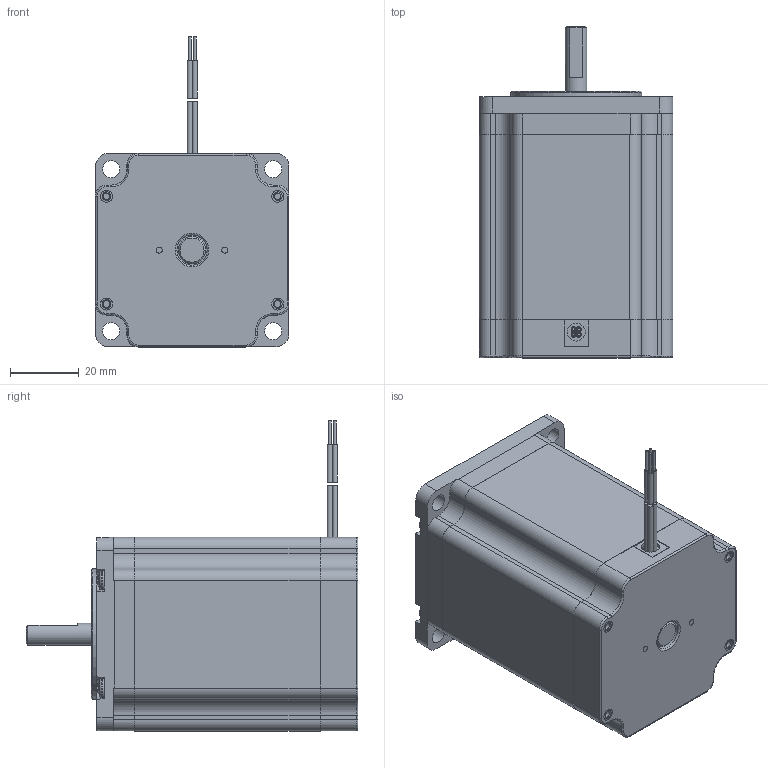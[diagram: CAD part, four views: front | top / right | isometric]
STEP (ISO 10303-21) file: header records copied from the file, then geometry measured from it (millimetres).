
FILE_DESCRIPTION((''),'1');
FILE_NAME('MH2-2231S-01 Rev C, 2.4A Nema23 Standalone Triple-Stack.stp', '2017-11-22T14:03:52',(''), (''), 'KCM Version 1.1.2206.0', 'KeyCreator', '');
FILE_SCHEMA(('AUTOMOTIVE_DESIGN'));
Length unit declared in the file: inch
Bounding box: 56.42 x 96.6 x 90.26 mm (x, y, z)
Volume: 218626.4 mm3; surface area: 86882.3 mm2
Topology: 30 solids, 30 shells, 906 faces, 2192 edges, 1358 vertices
Faces by surface type: plane 372, cone 284, cylinder 208, torus 38, sphere 4
Full cylindrical faces by diameter (mm): 0.833 x4, 1.5 x8, 1.694 x7, 1.778 x2, 2.5 x8, 3 x4, 3.175 x12, 5 x4, 5.226 x1, 6.35 x1, 8 x4, 8.788 x2, 10 x2, 10.414 x1, 13.208 x1, 21 x1, 22 x2, 22.003 x3, 34.487 x1, 34.854 x1, 35.357 x3, 37.211 x2, 38.1 x1, 39.246 x1, 40.16 x1
Entity records: 27166 total; most frequent: CARTESIAN_POINT 4813, DIRECTION 4757, ORIENTED_EDGE 4384, EDGE_CURVE 2192, AXIS2_PLACEMENT_3D 1758, VERTEX_POINT 1358, VECTOR 1241, LINE 1241
